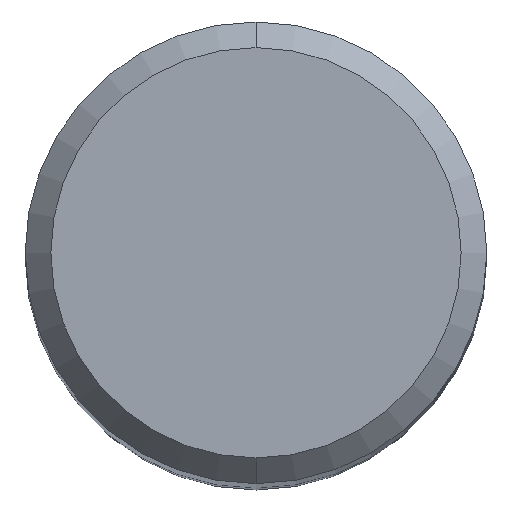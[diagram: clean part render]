
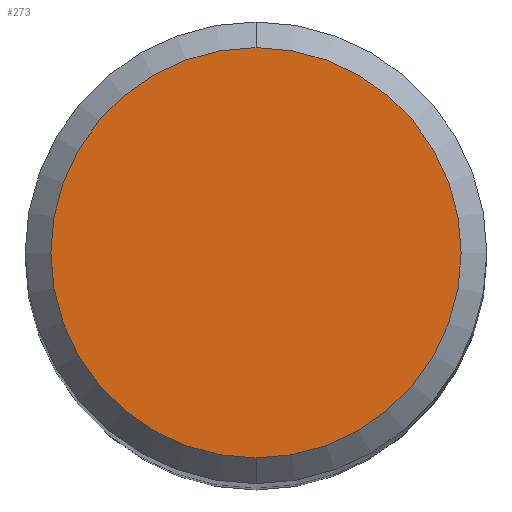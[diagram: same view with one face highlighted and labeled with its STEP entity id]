
A CAD part, top view. The second image highlights one B-rep face of the part: STEP entity #273.
In plain terms, the highlighted planar face has unit normal (0, 0, 1).
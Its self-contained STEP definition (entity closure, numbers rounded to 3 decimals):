
#273=ADVANCED_FACE('',(#575),#576,.T.);
#275=VERTEX_POINT('',#578);
#297=EDGE_CURVE('',#275,#427,#603,.T.);
#345=EDGE_CURVE('',#427,#275,#654,.T.);
#427=VERTEX_POINT('',#742);
#575=FACE_OUTER_BOUND('',#1049,.T.);
#576=PLANE('',#1050);
#578=CARTESIAN_POINT('',(0.0,4.0,47.827));
#603=CIRCLE('',#1099,4.0);
#654=CIRCLE('',#1208,4.0);
#742=CARTESIAN_POINT('',(0.,-4.0,47.827));
#1049=EDGE_LOOP('',(#1539,#1540));
#1050=AXIS2_PLACEMENT_3D('',#1541,#1542,#1543);
#1099=AXIS2_PLACEMENT_3D('',#1577,#1578,#1579);
#1208=AXIS2_PLACEMENT_3D('',#1619,#1620,#1621);
#1539=ORIENTED_EDGE('',*,*,#297,.F.);
#1540=ORIENTED_EDGE('',*,*,#345,.F.);
#1541=CARTESIAN_POINT('',(0.0,2.0,47.827));
#1542=DIRECTION('',(-0.0,0.0,1.0));
#1543=DIRECTION('',(0.0,-1.0,0.0));
#1577=CARTESIAN_POINT('',(0.0,0.0,47.827));
#1578=DIRECTION('',(0.0,0.0,-1.0));
#1579=DIRECTION('',(0.0,1.0,0.0));
#1619=CARTESIAN_POINT('',(0.0,0.0,47.827));
#1620=DIRECTION('',(0.0,0.0,-1.0));
#1621=DIRECTION('',(0.0,1.0,0.0));
